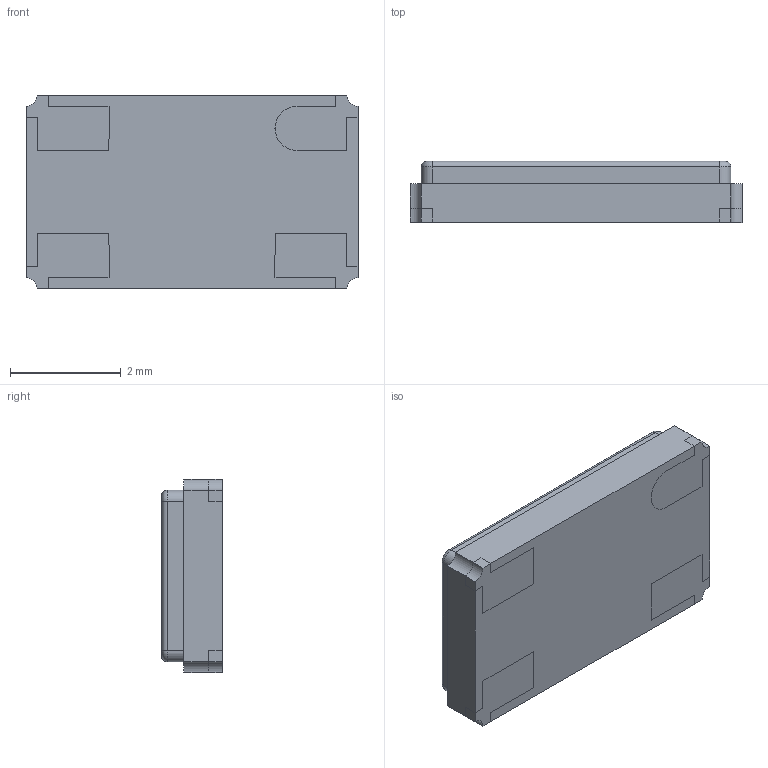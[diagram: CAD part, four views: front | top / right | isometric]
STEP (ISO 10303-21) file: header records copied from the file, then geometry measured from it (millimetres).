
FILE_DESCRIPTION (( 'STEP AP214' ), '1' );
FILE_NAME ('ECX-64.STEP', '2017-12-06T14:02:34', ( '' ), ( '' ), 'SwSTEP 2.0', 'SolidWorks 2017', '' );
FILE_SCHEMA (( 'AUTOMOTIVE_DESIGN' ));
Length unit declared in the file: millimetre
Products named in the file (1): ECX-64
Bounding box: 6 x 1.1 x 3.5 mm (x, y, z)
Volume: 21.5 mm3; surface area: 147.3 mm2
Topology: 7 solids, 7 shells, 102 faces, 264 edges, 176 vertices
Faces by surface type: plane 80, cylinder 18, torus 4
Entity records: 3180 total; most frequent: CARTESIAN_POINT 543, ORIENTED_EDGE 528, DIRECTION 514, EDGE_CURVE 264, VECTOR 220, LINE 220, VERTEX_POINT 176, AXIS2_PLACEMENT_3D 147
